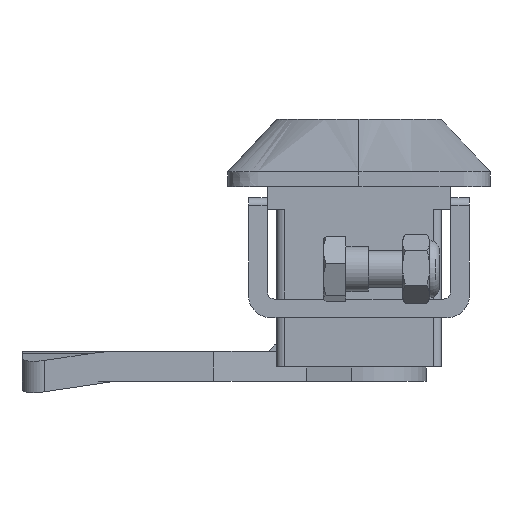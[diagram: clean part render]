
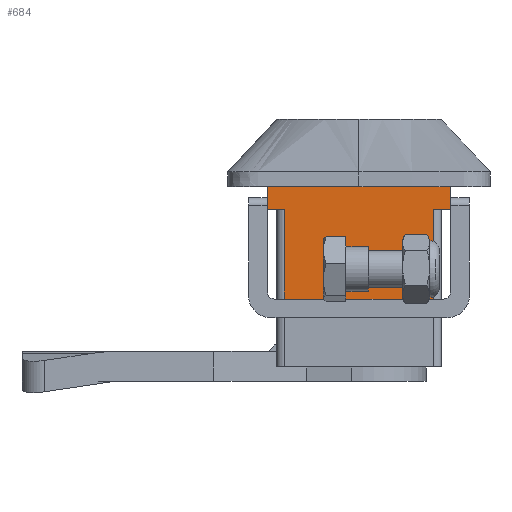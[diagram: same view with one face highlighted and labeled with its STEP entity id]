
A CAD part, left-side view. The second image highlights one B-rep face of the part: STEP entity #684.
In plain terms, the highlighted planar face has unit normal (-1, 0, 0).
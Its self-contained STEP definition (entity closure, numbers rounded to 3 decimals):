
#684=ADVANCED_FACE('',(#1417),#1418,.F.);
#1417=FACE_OUTER_BOUND('',#3046,.T.);
#1418=PLANE('',#3047);
#3046=EDGE_LOOP('',(#7753,#7754,#7755,#7756,#7757,#7758,#7759,#7760));
#3047=AXIS2_PLACEMENT_3D('',#7761,#7762,#7763);
#7753=ORIENTED_EDGE('',*,*,#12956,.T.);
#7754=ORIENTED_EDGE('',*,*,#12959,.T.);
#7755=ORIENTED_EDGE('',*,*,#12905,.T.);
#7756=ORIENTED_EDGE('',*,*,#12960,.T.);
#7757=ORIENTED_EDGE('',*,*,#12961,.T.);
#7758=ORIENTED_EDGE('',*,*,#12962,.F.);
#7759=ORIENTED_EDGE('',*,*,#12963,.T.);
#7760=ORIENTED_EDGE('',*,*,#12964,.T.);
#7761=CARTESIAN_POINT('',(-73.75,12.25,152.904));
#7762=DIRECTION('',(1.0,0.,0.));
#7763=DIRECTION('',(0.,1.0,0.));
#12905=EDGE_CURVE('',#14642,#14643,#14644,.T.);
#12956=EDGE_CURVE('',#14732,#14730,#14733,.T.);
#12959=EDGE_CURVE('',#14730,#14642,#14737,.T.);
#12960=EDGE_CURVE('',#14643,#14738,#14739,.F.);
#12961=EDGE_CURVE('',#14738,#14740,#14741,.T.);
#12962=EDGE_CURVE('',#14742,#14740,#14743,.T.);
#12963=EDGE_CURVE('',#14742,#14744,#14745,.T.);
#12964=EDGE_CURVE('',#14744,#14732,#14746,.T.);
#14642=VERTEX_POINT('',#17663);
#14643=VERTEX_POINT('',#17664);
#14644=LINE('',#17665,#17666);
#14730=VERTEX_POINT('',#17792);
#14732=VERTEX_POINT('',#17794);
#14733=LINE('',#17795,#17796);
#14737=LINE('',#17802,#17803);
#14738=VERTEX_POINT('',#17804);
#14739=LINE('',#17805,#17806);
#14740=VERTEX_POINT('',#17807);
#14741=LINE('',#17808,#17809);
#14742=VERTEX_POINT('',#17810);
#14743=LINE('',#17811,#17812);
#14744=VERTEX_POINT('',#17813);
#14745=LINE('',#17814,#17815);
#14746=LINE('',#17816,#17817);
#17663=CARTESIAN_POINT('',(-73.75,10.,-24.));
#17664=CARTESIAN_POINT('',(-73.75,-10.,-24.));
#17665=CARTESIAN_POINT('',(-73.75,11.0,-24.));
#17666=VECTOR('',#22839,1.0);
#17792=CARTESIAN_POINT('',(-73.75,10.,-12.));
#17794=CARTESIAN_POINT('',(-73.75,12.25,-12.0));
#17795=CARTESIAN_POINT('',(-73.75,12.25,-12.));
#17796=VECTOR('',#22910,1.0);
#17802=CARTESIAN_POINT('',(-73.75,10.,152.904));
#17803=VECTOR('',#22913,1.0);
#17804=CARTESIAN_POINT('',(-73.75,-10.,-12.));
#17805=CARTESIAN_POINT('',(-73.75,-10.,152.904));
#17806=VECTOR('',#22914,1.0);
#17807=CARTESIAN_POINT('',(-73.75,-12.25,-12.));
#17808=CARTESIAN_POINT('',(-73.75,12.25,-12.));
#17809=VECTOR('',#22915,1.0);
#17810=CARTESIAN_POINT('',(-73.75,-12.25,-9.));
#17811=CARTESIAN_POINT('',(-73.75,-12.25,152.904));
#17812=VECTOR('',#22916,1.0);
#17813=CARTESIAN_POINT('',(-73.75,12.25,-9.));
#17814=CARTESIAN_POINT('',(-73.75,-17.5,-9.0));
#17815=VECTOR('',#22917,1.0);
#17816=CARTESIAN_POINT('',(-73.75,12.25,152.904));
#17817=VECTOR('',#22918,1.0);
#22839=DIRECTION('',(0.,-1.0,0.));
#22910=DIRECTION('',(0.,-1.0,0.));
#22913=DIRECTION('',(0.,0.,-1.0));
#22914=DIRECTION('',(0.,0.,-1.0));
#22915=DIRECTION('',(0.,-1.0,0.));
#22916=DIRECTION('',(0.,0.,-1.0));
#22917=DIRECTION('',(0.,1.0,0.));
#22918=DIRECTION('',(0.,0.,-1.0));
